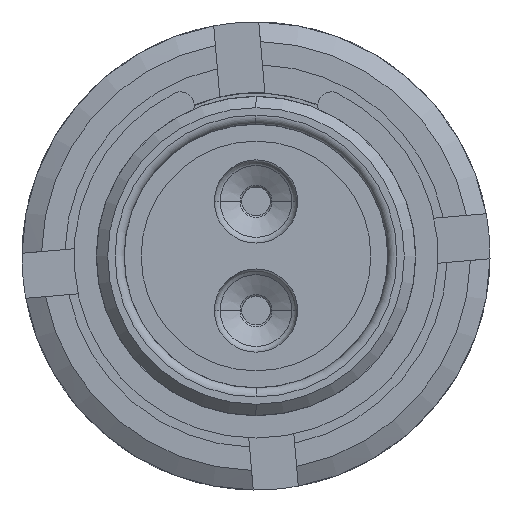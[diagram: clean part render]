
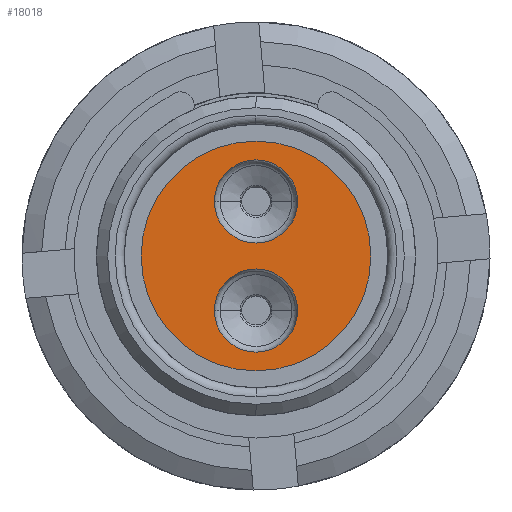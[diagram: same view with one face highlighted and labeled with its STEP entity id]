
A CAD part, left-side view. The second image highlights one B-rep face of the part: STEP entity #18018.
In plain terms, the highlighted planar face has unit normal (-1, 0, 0).
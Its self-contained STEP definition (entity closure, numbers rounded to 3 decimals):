
#204 = VERTEX_POINT ( 'NONE', #13151 ) ;
#1252 = CARTESIAN_POINT ( 'NONE',  ( 2.067, 1.84, -2.413 ) ) ;
#1323 = PLANE ( 'NONE',  #25257 ) ;
#2520 = CARTESIAN_POINT ( 'NONE',  ( 2.067, 0., -2.413 ) ) ;
#2591 = CIRCLE ( 'NONE', #14208, 1.84 ) ;
#2707 = DIRECTION ( 'NONE',  ( 0., 1., 0. ) ) ;
#3429 = EDGE_LOOP ( 'NONE', ( #22827, #22819 ) ) ;
#3478 = EDGE_CURVE ( 'NONE', #19752, #22833, #29543, .T. ) ;
#3480 = ORIENTED_EDGE ( 'NONE', *, *, #12707, .F. ) ;
#3531 = ORIENTED_EDGE ( 'NONE', *, *, #9838, .F. ) ;
#3752 = CARTESIAN_POINT ( 'NONE',  ( 2.067, 0., 2.413 ) ) ;
#4644 = FACE_OUTER_BOUND ( 'NONE', #23535, .T. ) ;
#4720 = CARTESIAN_POINT ( 'NONE',  ( 2.067, -1.84, 2.413 ) ) ;
#5399 = CIRCLE ( 'NONE', #6377, 5.08 ) ;
#5696 = DIRECTION ( 'NONE',  ( 1., 0., 0. ) ) ;
#5988 = CARTESIAN_POINT ( 'NONE',  ( 2.067, 0., 0. ) ) ;
#6187 = DIRECTION ( 'NONE',  ( 0., 1., 0. ) ) ;
#6300 = CARTESIAN_POINT ( 'NONE',  ( 2.067, -1.84, -2.413 ) ) ;
#6377 = AXIS2_PLACEMENT_3D ( 'NONE', #24531, #27147, #29528 ) ;
#6536 = CIRCLE ( 'NONE', #28581, 1.84 ) ;
#6895 = CIRCLE ( 'NONE', #28099, 1.84 ) ;
#8279 = DIRECTION ( 'NONE',  ( 1., 0., 0. ) ) ;
#8280 = DIRECTION ( 'NONE',  ( 0., 1., 0. ) ) ;
#8962 = EDGE_CURVE ( 'NONE', #204, #14396, #6536, .T. ) ;
#9102 = EDGE_LOOP ( 'NONE', ( #22163, #3531 ) ) ;
#9833 = DIRECTION ( 'NONE',  ( 1., 0., 0. ) ) ;
#9838 = EDGE_CURVE ( 'NONE', #22771, #30061, #21820, .T. ) ;
#12038 = DIRECTION ( 'NONE',  ( 0., 1., 0. ) ) ;
#12707 = EDGE_CURVE ( 'NONE', #22833, #19752, #5399, .T. ) ;
#12722 = AXIS2_PLACEMENT_3D ( 'NONE', #14657, #14341, #23781 ) ;
#13151 = CARTESIAN_POINT ( 'NONE',  ( 2.067, 1.84, 2.413 ) ) ;
#14208 = AXIS2_PLACEMENT_3D ( 'NONE', #23816, #9833, #12038 ) ;
#14243 = DIRECTION ( 'NONE',  ( -1., 0., 0. ) ) ;
#14341 = DIRECTION ( 'NONE',  ( 1., 0., 0. ) ) ;
#14396 = VERTEX_POINT ( 'NONE', #4720 ) ;
#14657 = CARTESIAN_POINT ( 'NONE',  ( 2.067, 0., 0. ) ) ;
#16843 = ORIENTED_EDGE ( 'NONE', *, *, #3478, .F. ) ;
#17615 = DIRECTION ( 'NONE',  ( 0., 1., 0. ) ) ;
#18018 = ADVANCED_FACE ( 'NONE', ( #20720, #4644, #23285 ), #1323, .F. ) ;
#19733 = EDGE_CURVE ( 'NONE', #14396, #204, #2591, .T. ) ;
#19752 = VERTEX_POINT ( 'NONE', #28506 ) ;
#20720 = FACE_BOUND ( 'NONE', #3429, .T. ) ;
#21820 = CIRCLE ( 'NONE', #22052, 1.84 ) ;
#22052 = AXIS2_PLACEMENT_3D ( 'NONE', #2520, #14243, #2707 ) ;
#22163 = ORIENTED_EDGE ( 'NONE', *, *, #25865, .F. ) ;
#22771 = VERTEX_POINT ( 'NONE', #6300 ) ;
#22819 = ORIENTED_EDGE ( 'NONE', *, *, #19733, .T. ) ;
#22827 = ORIENTED_EDGE ( 'NONE', *, *, #8962, .T. ) ;
#22833 = VERTEX_POINT ( 'NONE', #27403 ) ;
#23285 = FACE_BOUND ( 'NONE', #9102, .T. ) ;
#23535 = EDGE_LOOP ( 'NONE', ( #3480, #16843 ) ) ;
#23781 = DIRECTION ( 'NONE',  ( 0., 1., 0. ) ) ;
#23816 = CARTESIAN_POINT ( 'NONE',  ( 2.067, 0., 2.413 ) ) ;
#24531 = CARTESIAN_POINT ( 'NONE',  ( 2.067, 0., 0. ) ) ;
#25257 = AXIS2_PLACEMENT_3D ( 'NONE', #5988, #5696, #8280 ) ;
#25865 = EDGE_CURVE ( 'NONE', #30061, #22771, #6895, .T. ) ;
#27018 = DIRECTION ( 'NONE',  ( -1., 0., 0. ) ) ;
#27147 = DIRECTION ( 'NONE',  ( 1., 0., 0. ) ) ;
#27403 = CARTESIAN_POINT ( 'NONE',  ( 2.067, 5.08, 0. ) ) ;
#28099 = AXIS2_PLACEMENT_3D ( 'NONE', #29590, #27018, #6187 ) ;
#28506 = CARTESIAN_POINT ( 'NONE',  ( 2.067, -5.08, 0. ) ) ;
#28581 = AXIS2_PLACEMENT_3D ( 'NONE', #3752, #8279, #17615 ) ;
#29528 = DIRECTION ( 'NONE',  ( 0., 1., 0. ) ) ;
#29543 = CIRCLE ( 'NONE', #12722, 5.08 ) ;
#29590 = CARTESIAN_POINT ( 'NONE',  ( 2.067, 0., -2.413 ) ) ;
#30061 = VERTEX_POINT ( 'NONE', #1252 ) ;
